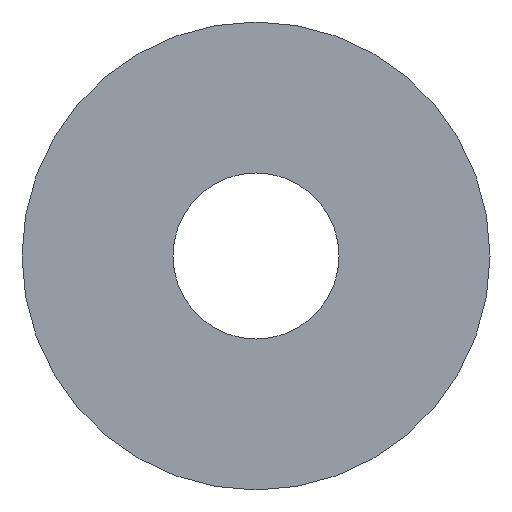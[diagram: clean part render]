
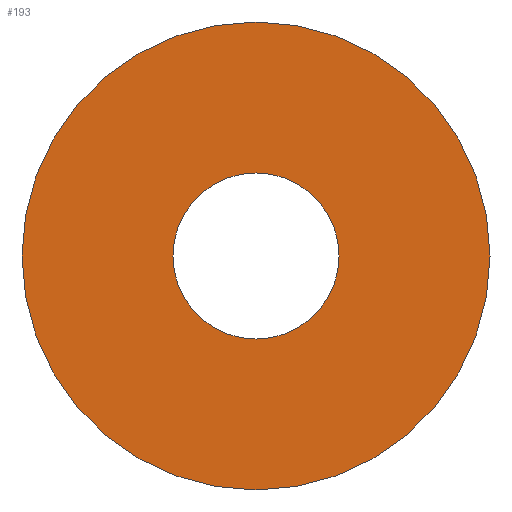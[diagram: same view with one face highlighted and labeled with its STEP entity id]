
A CAD part, left-side view. The second image highlights one B-rep face of the part: STEP entity #193.
In plain terms, the highlighted planar face has unit normal (-1, 0, 0).
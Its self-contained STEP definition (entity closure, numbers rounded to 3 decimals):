
#63=CARTESIAN_POINT('Vertex',(103.,320.389,9.168)) ;
#77=CARTESIAN_POINT('Vertex',(103.,326.589,9.168)) ;
#80=CARTESIAN_POINT('Axis2P3D Location',(103.,323.489,9.168)) ;
#97=CARTESIAN_POINT('Axis2P3D Location',(103.,323.489,9.168)) ;
#114=CARTESIAN_POINT('Axis2P3D Location',(103.,323.489,9.168)) ;
#118=CARTESIAN_POINT('Vertex',(103.,324.589,9.168)) ;
#120=CARTESIAN_POINT('Vertex',(103.,322.389,9.168)) ;
#149=CARTESIAN_POINT('Axis2P3D Location',(103.,323.489,9.168)) ;
#180=CARTESIAN_POINT('Axis2P3D Location',(103.,0.,0.)) ;
#81=DIRECTION('Axis2P3D Direction',(-1.,-0.,0.)) ;
#98=DIRECTION('Axis2P3D Direction',(-1.,-0.,0.)) ;
#115=DIRECTION('Axis2P3D Direction',(-1.,-0.,0.)) ;
#150=DIRECTION('Axis2P3D Direction',(-1.,-0.,0.)) ;
#181=DIRECTION('Axis2P3D Direction',(-1.,0.,0.)) ;
#182=DIRECTION('Axis2P3D XDirection',(0.,-1.,0.)) ;
#82=AXIS2_PLACEMENT_3D('Circle Axis2P3D',#80,#81,$) ;
#99=AXIS2_PLACEMENT_3D('Circle Axis2P3D',#97,#98,$) ;
#116=AXIS2_PLACEMENT_3D('Circle Axis2P3D',#114,#115,$) ;
#151=AXIS2_PLACEMENT_3D('Circle Axis2P3D',#149,#150,$) ;
#183=AXIS2_PLACEMENT_3D('Plane Axis2P3D',#180,#181,#182) ;
#186=ORIENTED_EDGE('',*,*,#84,.T.) ;
#187=ORIENTED_EDGE('',*,*,#101,.T.) ;
#190=ORIENTED_EDGE('',*,*,#122,.F.) ;
#191=ORIENTED_EDGE('',*,*,#153,.F.) ;
#192=FACE_BOUND('',#189,.T.) ;
#193=ADVANCED_FACE('Washer 1',(#188,#192),#184,.T.) ;
#83=CIRCLE('generated circle',#82,3.1) ;
#100=CIRCLE('generated circle',#99,3.1) ;
#117=CIRCLE('generated circle',#116,1.1) ;
#152=CIRCLE('generated circle',#151,1.1) ;
#84=EDGE_CURVE('',#64,#78,#83,.T.) ;
#101=EDGE_CURVE('',#78,#64,#100,.T.) ;
#122=EDGE_CURVE('',#119,#121,#117,.T.) ;
#153=EDGE_CURVE('',#121,#119,#152,.T.) ;
#185=EDGE_LOOP('',(#186,#187)) ;
#189=EDGE_LOOP('',(#190,#191)) ;
#188=FACE_OUTER_BOUND('',#185,.T.) ;
#184=PLANE('Plane',#183) ;
#64=VERTEX_POINT('',#63) ;
#78=VERTEX_POINT('',#77) ;
#119=VERTEX_POINT('',#118) ;
#121=VERTEX_POINT('',#120) ;
